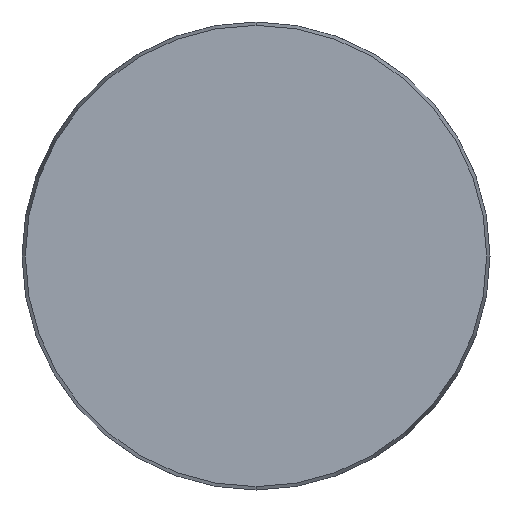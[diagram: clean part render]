
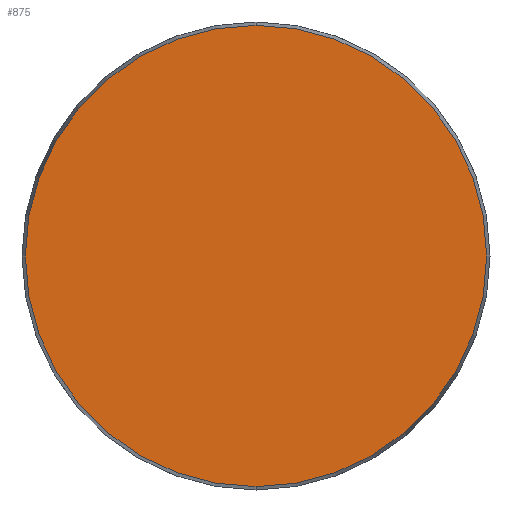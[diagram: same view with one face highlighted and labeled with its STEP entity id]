
A CAD part, front view. The second image highlights one B-rep face of the part: STEP entity #875.
In plain terms, the highlighted planar face has unit normal (0, -1, 0).
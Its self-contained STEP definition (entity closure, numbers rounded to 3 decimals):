
#45 = VERTEX_POINT ( 'NONE', #334 ) ;
#91 = DIRECTION ( 'NONE',  ( 0., -1., 0. ) ) ;
#94 = CIRCLE ( 'NONE', #856, 59.143 ) ;
#119 = DIRECTION ( 'NONE',  ( 0., -1., 0. ) ) ;
#133 = EDGE_CURVE ( 'NONE', #45, #675, #752, .T. ) ;
#276 = CARTESIAN_POINT ( 'NONE',  ( 0., 0., 59.143 ) ) ;
#334 = CARTESIAN_POINT ( 'NONE',  ( 0., 0., -59.143 ) ) ;
#377 = EDGE_LOOP ( 'NONE', ( #514, #940 ) ) ;
#378 = PLANE ( 'NONE',  #500 ) ;
#384 = EDGE_CURVE ( 'NONE', #675, #45, #94, .T. ) ;
#422 = CARTESIAN_POINT ( 'NONE',  ( 0., 0., 0. ) ) ;
#500 = AXIS2_PLACEMENT_3D ( 'NONE', #671, #601, #610 ) ;
#512 = DIRECTION ( 'NONE',  ( 0., 0., -1. ) ) ;
#514 = ORIENTED_EDGE ( 'NONE', *, *, #384, .T. ) ;
#596 = FACE_OUTER_BOUND ( 'NONE', #377, .T. ) ;
#601 = DIRECTION ( 'NONE',  ( 0., 1., 0. ) ) ;
#610 = DIRECTION ( 'NONE',  ( 0., 0., 1. ) ) ;
#671 = CARTESIAN_POINT ( 'NONE',  ( -59.143, 0., 0. ) ) ;
#675 = VERTEX_POINT ( 'NONE', #276 ) ;
#705 = AXIS2_PLACEMENT_3D ( 'NONE', #422, #91, #512 ) ;
#752 = CIRCLE ( 'NONE', #705, 59.143 ) ;
#840 = DIRECTION ( 'NONE',  ( 0., 0., -1. ) ) ;
#856 = AXIS2_PLACEMENT_3D ( 'NONE', #928, #119, #840 ) ;
#875 = ADVANCED_FACE ( 'NONE', ( #596 ), #378, .F. ) ;
#928 = CARTESIAN_POINT ( 'NONE',  ( 0., 0., 0. ) ) ;
#940 = ORIENTED_EDGE ( 'NONE', *, *, #133, .T. ) ;
